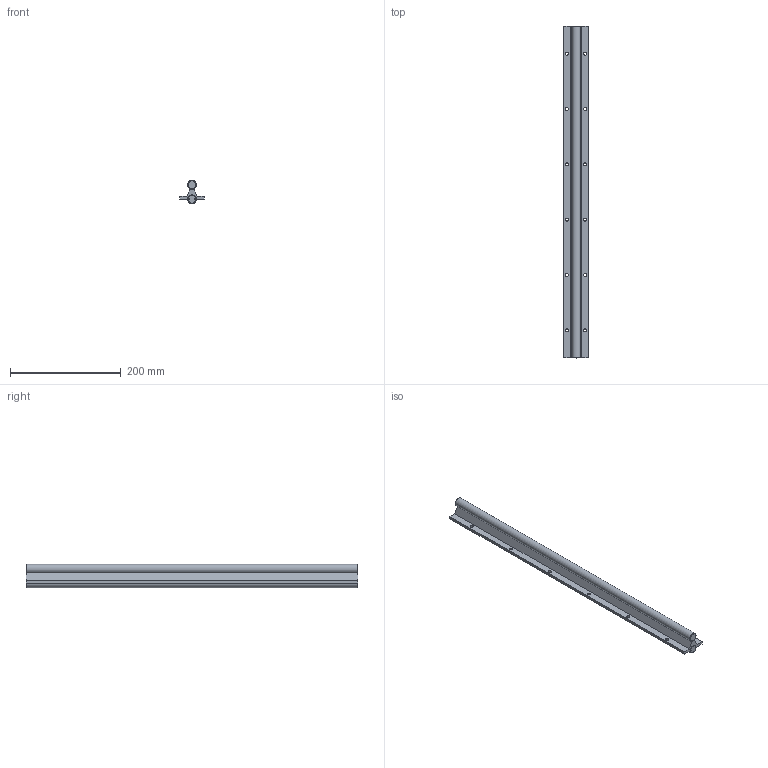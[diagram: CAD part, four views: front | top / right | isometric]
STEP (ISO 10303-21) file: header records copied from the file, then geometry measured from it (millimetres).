
FILE_DESCRIPTION( ( 'STEP AP214' ), '1' );
FILE_NAME( 'STSN-16-T1-As.stp', '2010-08-04T11:49:00', ( ' ' ), ( ' ' ), 'XStep 1.0', ' ', ' ' );
FILE_SCHEMA( ( 'CONFIG_CONTROL_DESIGN) ( )' ) );
Length unit declared in the file: metre
Products named in the file (3): Assem1; STSN-16-T1; As-16
Bounding box: 45 x 600 x 42 mm (x, y, z)
Volume: 654240.6 mm3; surface area: 221030.5 mm2
Topology: 4 solids, 4 shells, 72 faces, 224 edges, 160 vertices
Faces by surface type: cylinder 40, plane 30, cone 2
Full cylindrical faces by diameter (mm): 5.5 x36, 16 x2
Entity records: 1536 total; most frequent: CARTESIAN_POINT 543, DIRECTION 182, ORIENTED_EDGE 150, EDGE_LOOP 92, EDGE_CURVE 75, AXIS2_PLACEMENT_3D 74, VERTEX_POINT 63, FACE_OUTER_BOUND 55
